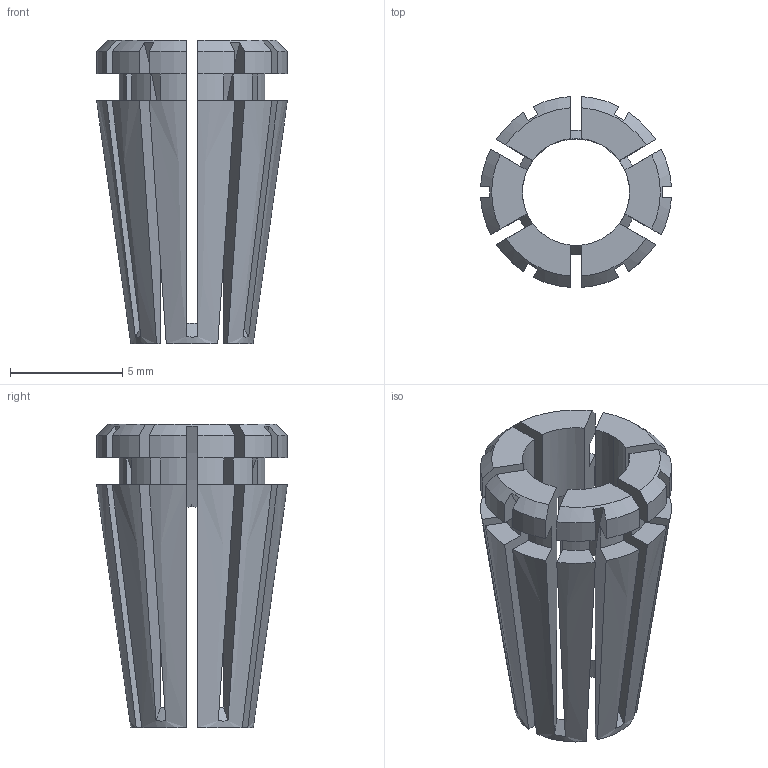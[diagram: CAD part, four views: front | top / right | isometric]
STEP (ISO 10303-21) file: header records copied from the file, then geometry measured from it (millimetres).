
FILE_DESCRIPTION (( 'STEP AP203' ), '1' );
FILE_NAME ('STP-5250-122-008-A12-0(04208-0.188).STEP', '2022-08-23T03:34:38', ( '' ), ( '' ), 'SwSTEP 2.0', 'SolidWorks 2017', '' );
FILE_SCHEMA (( 'CONFIG_CONTROL_DESIGN' ));
Length unit declared in the file: millimetre
Products named in the file (1): STP-5250-122-008-A12-0(04208-0.188)
Bounding box: 8.49 x 8.49 x 13.5 mm (x, y, z)
Volume: 215.1 mm3; surface area: 782.2 mm2
Topology: 1 solids, 1 shells, 111 faces, 333 edges, 222 vertices
Faces by surface type: plane 60, cylinder 38, cone 13
Entity records: 3996 total; most frequent: CARTESIAN_POINT 954, ORIENTED_EDGE 666, DIRECTION 593, EDGE_CURVE 333, AXIS2_PLACEMENT_3D 223, VERTEX_POINT 222, LINE 147, VECTOR 147
